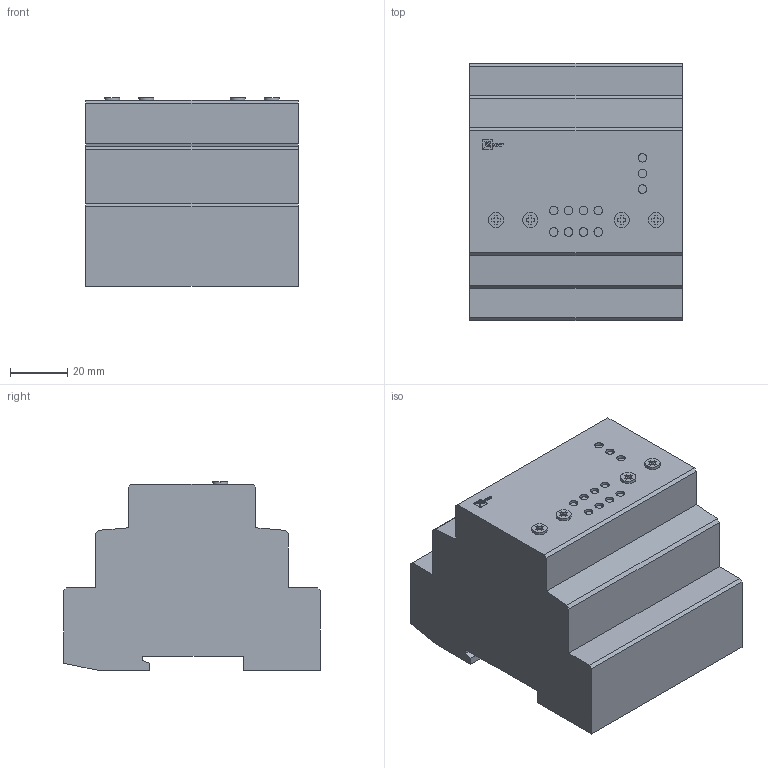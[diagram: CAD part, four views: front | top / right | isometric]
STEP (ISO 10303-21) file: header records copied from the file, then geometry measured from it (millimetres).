
FILE_DESCRIPTION (( 'STEP AP203' ), '1' );
FILE_NAME ('Êîíòðîëëåð ÀÂÐ íà 2 ââîäà ñ ñåêöèîíèðîâàíèåì AVR-3 (rel-avr-3).STEP', '2018-09-04T05:56:36', ( '' ), ( '' ), 'SwSTEP 2.0', 'SolidWorks 2017', '' );
FILE_SCHEMA (( 'CONFIG_CONTROL_DESIGN' ));
Length unit declared in the file: millimetre
Products named in the file (1): Êîíòðîëëåð ÀÂÐ íà 2 ââîäà ñ ñåêöèîíèðîâàíèåì AVR-3 (rel-avr-3)
Bounding box: 74.5 x 90 x 66.2 mm (x, y, z)
Volume: 335786 mm3; surface area: 32853.6 mm2
Topology: 1 solids, 1 shells, 208 faces, 534 edges, 356 vertices
Faces by surface type: plane 148, cylinder 42, bspline 18
Entity records: 6879 total; most frequent: CARTESIAN_POINT 1765, ORIENTED_EDGE 1068, DIRECTION 964, EDGE_CURVE 534, LINE 414, VECTOR 414, VERTEX_POINT 356, AXIS2_PLACEMENT_3D 275
